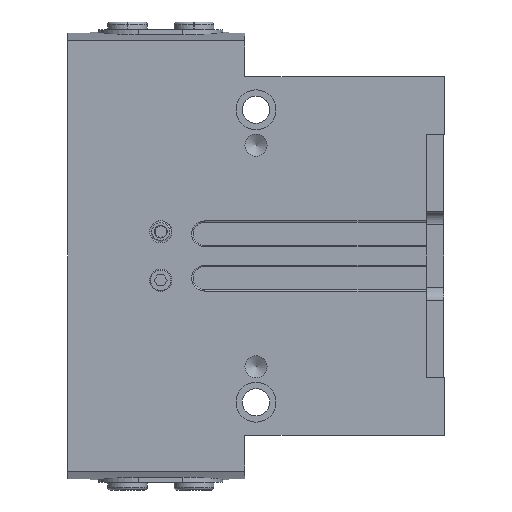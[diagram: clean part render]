
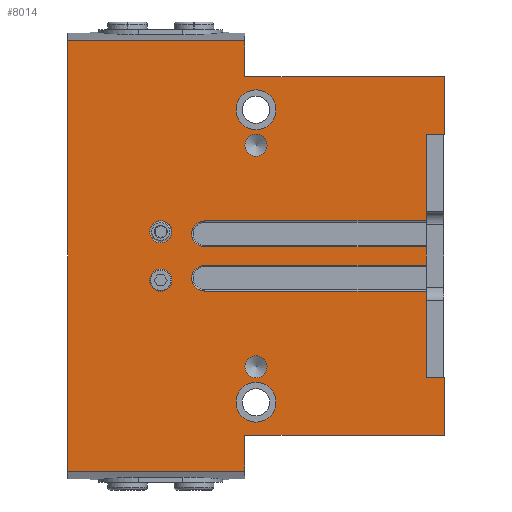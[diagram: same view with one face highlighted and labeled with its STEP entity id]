
A CAD part, left-side view. The second image highlights one B-rep face of the part: STEP entity #8014.
In plain terms, the highlighted planar face has unit normal (-1, 0, 0).
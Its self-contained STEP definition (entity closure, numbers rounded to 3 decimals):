
#338=CIRCLE('',#8472,2.5);
#339=CIRCLE('',#8473,2.5);
#340=CIRCLE('',#8474,2.5);
#341=CIRCLE('',#8475,2.5);
#342=CIRCLE('',#8476,4.5);
#343=CIRCLE('',#8477,4.5);
#344=CIRCLE('',#8478,2.9);
#345=CIRCLE('',#8479,2.9);
#705=ORIENTED_EDGE('',*,*,#2270,.F.);
#706=ORIENTED_EDGE('',*,*,#2271,.F.);
#707=ORIENTED_EDGE('',*,*,#2272,.F.);
#708=ORIENTED_EDGE('',*,*,#2273,.F.);
#709=ORIENTED_EDGE('',*,*,#2274,.F.);
#710=ORIENTED_EDGE('',*,*,#2275,.F.);
#711=ORIENTED_EDGE('',*,*,#2245,.T.);
#712=ORIENTED_EDGE('',*,*,#2276,.T.);
#713=ORIENTED_EDGE('',*,*,#2277,.T.);
#714=ORIENTED_EDGE('',*,*,#2278,.F.);
#715=ORIENTED_EDGE('',*,*,#2279,.T.);
#716=ORIENTED_EDGE('',*,*,#2280,.T.);
#717=ORIENTED_EDGE('',*,*,#2281,.T.);
#718=ORIENTED_EDGE('',*,*,#2282,.F.);
#719=ORIENTED_EDGE('',*,*,#2283,.T.);
#720=ORIENTED_EDGE('',*,*,#2284,.T.);
#721=ORIENTED_EDGE('',*,*,#2285,.T.);
#722=ORIENTED_EDGE('',*,*,#2286,.T.);
#723=ORIENTED_EDGE('',*,*,#2237,.T.);
#724=ORIENTED_EDGE('',*,*,#2287,.F.);
#725=ORIENTED_EDGE('',*,*,#2288,.T.);
#726=ORIENTED_EDGE('',*,*,#2155,.F.);
#727=ORIENTED_EDGE('',*,*,#2289,.F.);
#728=ORIENTED_EDGE('',*,*,#2165,.T.);
#729=ORIENTED_EDGE('',*,*,#2290,.T.);
#730=ORIENTED_EDGE('',*,*,#2291,.T.);
#2155=EDGE_CURVE('',#2942,#2939,#3496,.T.);
#2165=EDGE_CURVE('',#2953,#2952,#3499,.T.);
#2237=EDGE_CURVE('',#3023,#3024,#3533,.T.);
#2245=EDGE_CURVE('',#3032,#3030,#3538,.T.);
#2270=EDGE_CURVE('',#3052,#3052,#338,.F.);
#2271=EDGE_CURVE('',#3053,#3053,#339,.T.);
#2272=EDGE_CURVE('',#3054,#3054,#340,.T.);
#2273=EDGE_CURVE('',#3055,#3055,#341,.T.);
#2274=EDGE_CURVE('',#3056,#3056,#342,.T.);
#2275=EDGE_CURVE('',#3057,#3057,#343,.T.);
#2276=EDGE_CURVE('',#3030,#3058,#3555,.T.);
#2277=EDGE_CURVE('',#3058,#3059,#3556,.T.);
#2278=EDGE_CURVE('',#3060,#3059,#3557,.T.);
#2279=EDGE_CURVE('',#3060,#3061,#344,.T.);
#2280=EDGE_CURVE('',#3061,#3062,#3558,.T.);
#2281=EDGE_CURVE('',#3062,#3063,#3559,.T.);
#2282=EDGE_CURVE('',#3064,#3063,#3560,.T.);
#2283=EDGE_CURVE('',#3064,#3065,#345,.T.);
#2284=EDGE_CURVE('',#3065,#3066,#3561,.T.);
#2285=EDGE_CURVE('',#3066,#3067,#3562,.T.);
#2286=EDGE_CURVE('',#3067,#3023,#3563,.T.);
#2287=EDGE_CURVE('',#3068,#3024,#3564,.T.);
#2288=EDGE_CURVE('',#3068,#2939,#3565,.T.);
#2289=EDGE_CURVE('',#2953,#2942,#3566,.T.);
#2290=EDGE_CURVE('',#2952,#3069,#3567,.T.);
#2291=EDGE_CURVE('',#3069,#3032,#3568,.T.);
#2939=VERTEX_POINT('',#10932);
#2942=VERTEX_POINT('',#10937);
#2952=VERTEX_POINT('',#10982);
#2953=VERTEX_POINT('',#10984);
#3023=VERTEX_POINT('',#11330);
#3024=VERTEX_POINT('',#11331);
#3030=VERTEX_POINT('',#11345);
#3032=VERTEX_POINT('',#11348);
#3052=VERTEX_POINT('',#11395);
#3053=VERTEX_POINT('',#11397);
#3054=VERTEX_POINT('',#11399);
#3055=VERTEX_POINT('',#11401);
#3056=VERTEX_POINT('',#11403);
#3057=VERTEX_POINT('',#11405);
#3058=VERTEX_POINT('',#11407);
#3059=VERTEX_POINT('',#11409);
#3060=VERTEX_POINT('',#11411);
#3061=VERTEX_POINT('',#11413);
#3062=VERTEX_POINT('',#11415);
#3063=VERTEX_POINT('',#11417);
#3064=VERTEX_POINT('',#11419);
#3065=VERTEX_POINT('',#11421);
#3066=VERTEX_POINT('',#11423);
#3067=VERTEX_POINT('',#11425);
#3068=VERTEX_POINT('',#11428);
#3069=VERTEX_POINT('',#11432);
#3496=LINE('',#10938,#3976);
#3499=LINE('',#10983,#3979);
#3533=LINE('',#11329,#4013);
#3538=LINE('',#11347,#4018);
#3555=LINE('',#11406,#4035);
#3556=LINE('',#11408,#4036);
#3557=LINE('',#11410,#4037);
#3558=LINE('',#11414,#4038);
#3559=LINE('',#11416,#4039);
#3560=LINE('',#11418,#4040);
#3561=LINE('',#11422,#4041);
#3562=LINE('',#11424,#4042);
#3563=LINE('',#11426,#4043);
#3564=LINE('',#11427,#4044);
#3565=LINE('',#11429,#4045);
#3566=LINE('',#11430,#4046);
#3567=LINE('',#11431,#4047);
#3568=LINE('',#11433,#4048);
#3976=VECTOR('',#9105,1000.);
#3979=VECTOR('',#9116,1000.);
#4013=VECTOR('',#9226,1000.);
#4018=VECTOR('',#9239,1000.);
#4035=VECTOR('',#9288,1000.);
#4036=VECTOR('',#9289,1000.);
#4037=VECTOR('',#9290,1000.);
#4038=VECTOR('',#9293,1000.);
#4039=VECTOR('',#9294,1000.);
#4040=VECTOR('',#9295,1000.);
#4041=VECTOR('',#9298,1000.);
#4042=VECTOR('',#9299,1000.);
#4043=VECTOR('',#9300,1000.);
#4044=VECTOR('',#9301,1000.);
#4045=VECTOR('',#9302,1000.);
#4046=VECTOR('',#9303,1000.);
#4047=VECTOR('',#9304,1000.);
#4048=VECTOR('',#9305,1000.);
#4505=EDGE_LOOP('',(#705));
#4506=EDGE_LOOP('',(#706));
#4507=EDGE_LOOP('',(#707));
#4508=EDGE_LOOP('',(#708));
#4509=EDGE_LOOP('',(#709));
#4510=EDGE_LOOP('',(#710));
#4511=EDGE_LOOP('',(#711,#712,#713,#714,#715,#716,#717,#718,#719,#720,#721,
#722,#723,#724,#725,#726,#727,#728,#729,#730));
#5063=FACE_BOUND('',#4505,.T.);
#5064=FACE_BOUND('',#4506,.T.);
#5065=FACE_BOUND('',#4507,.T.);
#5066=FACE_BOUND('',#4508,.T.);
#5067=FACE_BOUND('',#4509,.T.);
#5068=FACE_BOUND('',#4510,.T.);
#5069=FACE_BOUND('',#4511,.T.);
#5582=PLANE('',#8471);
#8014=ADVANCED_FACE('',(#5063,#5064,#5065,#5066,#5067,#5068,#5069),#5582,
 .F.);
#8471=AXIS2_PLACEMENT_3D('',#11393,#9274,#9275);
#8472=AXIS2_PLACEMENT_3D('',#11394,#9276,#9277);
#8473=AXIS2_PLACEMENT_3D('',#11396,#9278,#9279);
#8474=AXIS2_PLACEMENT_3D('',#11398,#9280,#9281);
#8475=AXIS2_PLACEMENT_3D('',#11400,#9282,#9283);
#8476=AXIS2_PLACEMENT_3D('',#11402,#9284,#9285);
#8477=AXIS2_PLACEMENT_3D('',#11404,#9286,#9287);
#8478=AXIS2_PLACEMENT_3D('',#11412,#9291,#9292);
#8479=AXIS2_PLACEMENT_3D('',#11420,#9296,#9297);
#9105=DIRECTION('',(0.,-1.,0.));
#9116=DIRECTION('',(0.,-1.,0.));
#9226=DIRECTION('',(0.,0.,1.));
#9239=DIRECTION('',(0.,0.,1.));
#9274=DIRECTION('',(1.,0.,0.));
#9275=DIRECTION('',(0.,0.,-1.));
#9276=DIRECTION('',(1.,0.,0.));
#9277=DIRECTION('',(0.,0.,-1.));
#9278=DIRECTION('',(-1.,0.,0.));
#9279=DIRECTION('',(0.,0.,1.));
#9280=DIRECTION('',(-1.,0.,0.));
#9281=DIRECTION('',(0.,0.,1.));
#9282=DIRECTION('',(-1.,0.,0.));
#9283=DIRECTION('',(0.,0.,1.));
#9284=DIRECTION('',(-1.,0.,0.));
#9285=DIRECTION('',(0.,0.,1.));
#9286=DIRECTION('',(-1.,0.,0.));
#9287=DIRECTION('',(0.,0.,1.));
#9288=DIRECTION('',(0.,1.,0.));
#9289=DIRECTION('',(0.,0.,1.));
#9290=DIRECTION('',(0.,-1.,0.));
#9291=DIRECTION('',(1.,0.,0.));
#9292=DIRECTION('',(0.,0.,-1.));
#9293=DIRECTION('',(0.,-1.,0.));
#9294=DIRECTION('',(0.,0.,1.));
#9295=DIRECTION('',(0.,-1.,0.));
#9296=DIRECTION('',(1.,0.,0.));
#9297=DIRECTION('',(0.,0.,-1.));
#9298=DIRECTION('',(0.,-1.,0.));
#9299=DIRECTION('',(0.,0.,1.));
#9300=DIRECTION('',(0.,-1.,0.));
#9301=DIRECTION('',(0.,-1.,0.));
#9302=DIRECTION('',(0.,0.,1.));
#9303=DIRECTION('',(0.,0.,1.));
#9304=DIRECTION('',(0.,0.,1.));
#9305=DIRECTION('',(0.,-1.,0.));
#10932=CARTESIAN_POINT('',(-25.,45.,48.535));
#10937=CARTESIAN_POINT('',(-25.,85.,48.535));
#10938=CARTESIAN_POINT('',(-25.,85.,48.535));
#10982=CARTESIAN_POINT('',(-25.,45.,-48.535));
#10983=CARTESIAN_POINT('',(-25.,85.,-48.535));
#10984=CARTESIAN_POINT('',(-25.,85.,-48.535));
#11329=CARTESIAN_POINT('',(-25.,0.,-48.535));
#11330=CARTESIAN_POINT('',(-25.,0.,27.5));
#11331=CARTESIAN_POINT('',(-25.,0.,40.5));
#11345=CARTESIAN_POINT('',(-25.,0.,-27.5));
#11347=CARTESIAN_POINT('',(-25.,0.,-48.535));
#11348=CARTESIAN_POINT('',(-25.,0.,-40.5));
#11393=CARTESIAN_POINT('',(-25.,85.,-48.535));
#11394=CARTESIAN_POINT('',(-25.,64.,-5.5));
#11395=CARTESIAN_POINT('',(-25.,64.,-8.));
#11396=CARTESIAN_POINT('',(-25.,64.,5.5));
#11397=CARTESIAN_POINT('',(-25.,64.,8.));
#11398=CARTESIAN_POINT('',(-25.,42.5,25.));
#11399=CARTESIAN_POINT('',(-25.,42.5,27.5));
#11400=CARTESIAN_POINT('',(-25.,42.5,-25.));
#11401=CARTESIAN_POINT('',(-25.,42.5,-22.5));
#11402=CARTESIAN_POINT('',(-25.,42.5,33.));
#11403=CARTESIAN_POINT('',(-25.,42.5,37.5));
#11404=CARTESIAN_POINT('',(-25.,42.5,-33.));
#11405=CARTESIAN_POINT('',(-25.,42.5,-28.5));
#11406=CARTESIAN_POINT('',(-25.,85.,-27.5));
#11407=CARTESIAN_POINT('',(-25.,4.1,-27.5));
#11408=CARTESIAN_POINT('',(-25.,4.1,-48.535));
#11409=CARTESIAN_POINT('',(-25.,4.1,-7.9));
#11410=CARTESIAN_POINT('',(-25.,54.1,-7.9));
#11411=CARTESIAN_POINT('',(-25.,54.1,-7.9));
#11412=CARTESIAN_POINT('',(-25.,54.1,-5.));
#11413=CARTESIAN_POINT('',(-25.,54.1,-2.1));
#11414=CARTESIAN_POINT('',(-25.,54.1,-2.1));
#11415=CARTESIAN_POINT('',(-25.,4.1,-2.1));
#11416=CARTESIAN_POINT('',(-25.,4.1,-48.535));
#11417=CARTESIAN_POINT('',(-25.,4.1,2.1));
#11418=CARTESIAN_POINT('',(-25.,54.1,2.1));
#11419=CARTESIAN_POINT('',(-25.,54.1,2.1));
#11420=CARTESIAN_POINT('',(-25.,54.1,5.));
#11421=CARTESIAN_POINT('',(-25.,54.1,7.9));
#11422=CARTESIAN_POINT('',(-25.,54.1,7.9));
#11423=CARTESIAN_POINT('',(-25.,4.1,7.9));
#11424=CARTESIAN_POINT('',(-25.,4.1,-48.535));
#11425=CARTESIAN_POINT('',(-25.,4.1,27.5));
#11426=CARTESIAN_POINT('',(-25.,85.,27.5));
#11427=CARTESIAN_POINT('',(-25.,45.,40.5));
#11428=CARTESIAN_POINT('',(-25.,45.,40.5));
#11429=CARTESIAN_POINT('',(-25.,45.,-48.535));
#11430=CARTESIAN_POINT('',(-25.,85.,-48.535));
#11431=CARTESIAN_POINT('',(-25.,45.,-48.535));
#11432=CARTESIAN_POINT('',(-25.,45.,-40.5));
#11433=CARTESIAN_POINT('',(-25.,45.,-40.5));
